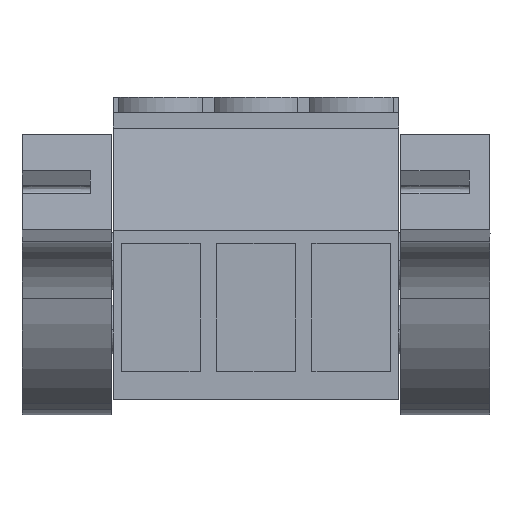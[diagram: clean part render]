
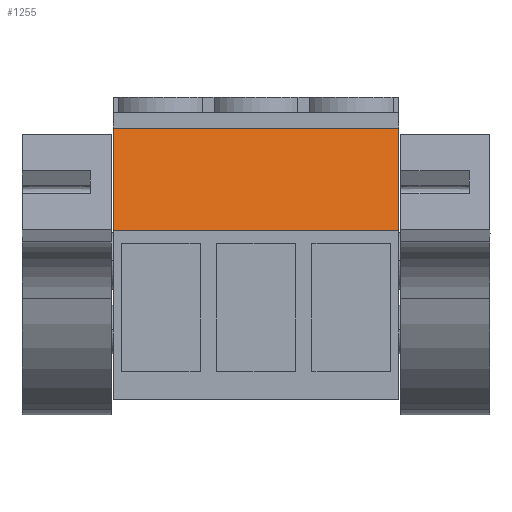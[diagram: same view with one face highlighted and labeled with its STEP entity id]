
A CAD part, top view. The second image highlights one B-rep face of the part: STEP entity #1255.
In plain terms, the highlighted planar face has unit normal (0, 0.18, 0.984).
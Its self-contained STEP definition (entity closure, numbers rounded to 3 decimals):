
#1235=AXIS2_PLACEMENT_3D('Plane Axis2P3D',#1232,#1233,#1234) ;
#77=CARTESIAN_POINT('Vertex',(4.85,9.805,19.751)) ;
#80=CARTESIAN_POINT('Line Origine',(4.85,12.537,19.251)) ;
#84=CARTESIAN_POINT('Vertex',(4.85,15.269,18.752)) ;
#1217=CARTESIAN_POINT('Vertex',(20.09,9.805,19.751)) ;
#1220=CARTESIAN_POINT('Line Origine',(12.47,9.805,19.751)) ;
#1232=CARTESIAN_POINT('Axis2P3D Location',(-0.23,15.269,18.752)) ;
#1237=CARTESIAN_POINT('Line Origine',(20.09,12.537,19.251)) ;
#1241=CARTESIAN_POINT('Vertex',(20.09,15.269,18.752)) ;
#1244=CARTESIAN_POINT('Line Origine',(12.47,15.269,18.752)) ;
#81=DIRECTION('Vector Direction',(0.,-0.984,0.18)) ;
#1221=DIRECTION('Vector Direction',(1.,0.,0.)) ;
#1233=DIRECTION('Axis2P3D Direction',(0.,0.18,0.984)) ;
#1234=DIRECTION('Axis2P3D XDirection',(0.,-0.984,0.18)) ;
#1238=DIRECTION('Vector Direction',(0.,-0.984,0.18)) ;
#1245=DIRECTION('Vector Direction',(1.,0.,0.)) ;
#82=VECTOR('Line Direction',#81,1.) ;
#1222=VECTOR('Line Direction',#1221,1.) ;
#1239=VECTOR('Line Direction',#1238,1.) ;
#1246=VECTOR('Line Direction',#1245,1.) ;
#1250=ORIENTED_EDGE('',*,*,#86,.F.) ;
#1251=ORIENTED_EDGE('',*,*,#1224,.T.) ;
#1252=ORIENTED_EDGE('',*,*,#1243,.F.) ;
#1253=ORIENTED_EDGE('',*,*,#1248,.F.) ;
#1255=ADVANCED_FACE('HOUSING',(#1254),#1236,.T.) ;
#86=EDGE_CURVE('',#78,#85,#83,.F.) ;
#1224=EDGE_CURVE('',#78,#1218,#1223,.T.) ;
#1243=EDGE_CURVE('',#1242,#1218,#1240,.T.) ;
#1248=EDGE_CURVE('',#85,#1242,#1247,.T.) ;
#1249=EDGE_LOOP('',(#1250,#1251,#1252,#1253)) ;
#1254=FACE_OUTER_BOUND('',#1249,.T.) ;
#83=LINE('Line',#80,#82) ;
#1223=LINE('Line',#1220,#1222) ;
#1240=LINE('Line',#1237,#1239) ;
#1247=LINE('Line',#1244,#1246) ;
#1236=PLANE('',#1235) ;
#78=VERTEX_POINT('',#77) ;
#85=VERTEX_POINT('',#84) ;
#1218=VERTEX_POINT('',#1217) ;
#1242=VERTEX_POINT('',#1241) ;
